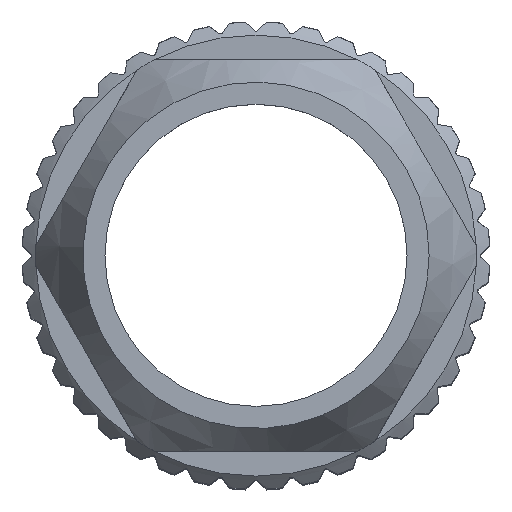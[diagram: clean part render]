
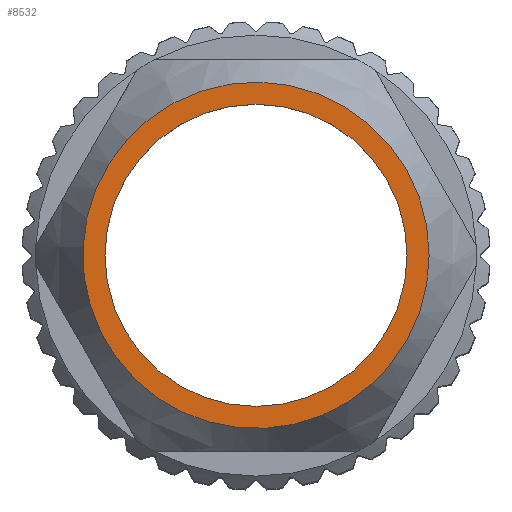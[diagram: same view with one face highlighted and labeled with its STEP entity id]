
A CAD part, top view. The second image highlights one B-rep face of the part: STEP entity #8532.
In plain terms, the highlighted planar face has unit normal (0, 0, 1).
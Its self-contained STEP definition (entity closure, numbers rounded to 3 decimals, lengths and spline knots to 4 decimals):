
#3730 = VERTEX_POINT ( 'NONE', #78252 ) ;
#4714 = DIRECTION ( 'NONE',  ( 1., 0., 0. ) ) ;
#5003 = CARTESIAN_POINT ( 'NONE',  ( 0., 0., 23. ) ) ;
#5854 = ORIENTED_EDGE ( 'NONE', *, *, #21168, .T. ) ;
#8532 = ADVANCED_FACE ( 'NONE', ( #42941, #36533 ), #12574, .T. ) ;
#8851 = EDGE_CURVE ( 'NONE', #62583, #62583, #44696, .T. ) ;
#12574 = PLANE ( 'NONE',  #86965 ) ;
#14489 = DIRECTION ( 'NONE',  ( 0., 0., 1. ) ) ;
#21168 = EDGE_CURVE ( 'NONE', #3730, #3730, #53790, .T. ) ;
#27469 = AXIS2_PLACEMENT_3D ( 'NONE', #86999, #94369, #34555 ) ;
#34436 = DIRECTION ( 'NONE',  ( 0., 0., 1. ) ) ;
#34555 = DIRECTION ( 'NONE',  ( 1., 0., 0. ) ) ;
#36533 = FACE_BOUND ( 'NONE', #62773, .T. ) ;
#42941 = FACE_OUTER_BOUND ( 'NONE', #87651, .T. ) ;
#44696 = CIRCLE ( 'NONE', #27469, 5.75 ) ;
#46945 = ORIENTED_EDGE ( 'NONE', *, *, #8851, .F. ) ;
#53790 = CIRCLE ( 'NONE', #89809, 6.5906 ) ;
#62583 = VERTEX_POINT ( 'NONE', #87061 ) ;
#62773 = EDGE_LOOP ( 'NONE', ( #46945 ) ) ;
#65260 = DIRECTION ( 'NONE',  ( 1., 0., 0. ) ) ;
#66400 = CARTESIAN_POINT ( 'NONE',  ( 0., 0., 23. ) ) ;
#78252 = CARTESIAN_POINT ( 'NONE',  ( 6.5906, 0., 23. ) ) ;
#86965 = AXIS2_PLACEMENT_3D ( 'NONE', #66400, #14489, #4714 ) ;
#86999 = CARTESIAN_POINT ( 'NONE',  ( 0., 0., 23. ) ) ;
#87061 = CARTESIAN_POINT ( 'NONE',  ( 5.75, 0., 23. ) ) ;
#87651 = EDGE_LOOP ( 'NONE', ( #5854 ) ) ;
#89809 = AXIS2_PLACEMENT_3D ( 'NONE', #5003, #34436, #65260 ) ;
#94369 = DIRECTION ( 'NONE',  ( 0., 0., 1. ) ) ;
